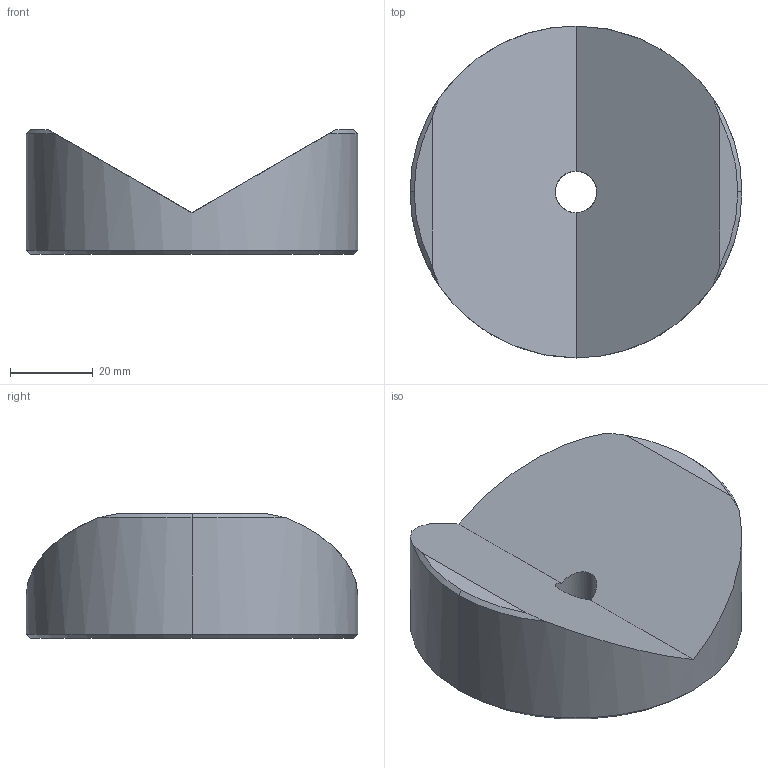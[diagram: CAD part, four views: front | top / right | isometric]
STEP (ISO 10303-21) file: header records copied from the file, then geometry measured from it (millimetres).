
FILE_DESCRIPTION(('STEP AP214'),'1');
FILE_NAME('160652.1.STP','2011-09-08T08:01:49',(' '),(' '),'Spatial InterOp 3D',' ',' ');
FILE_SCHEMA(('automotive_design'));
Length unit declared in the file: millimetre
Products named in the file (1): Zylinder
Bounding box: 80 x 80 x 30 mm (x, y, z)
Volume: 98106.2 mm3; surface area: 16803.4 mm2
Topology: 1 solids, 1 shells, 17 faces, 42 edges, 26 vertices
Faces by surface type: cone 8, plane 5, cylinder 4
Entity records: 680 total; most frequent: DIRECTION 106, CARTESIAN_POINT 86, ORIENTED_EDGE 84, AXIS2_PLACEMENT_3D 46, EDGE_CURVE 42, VERTEX_POINT 26, STYLED_ITEM 18, PRESENTATION_STYLE_ASSIGNMENT 18
